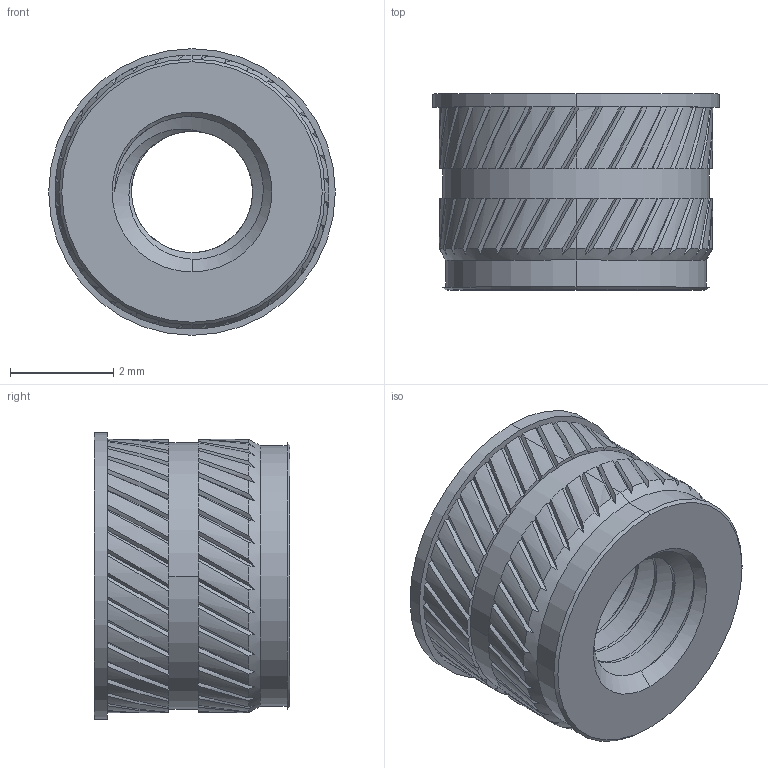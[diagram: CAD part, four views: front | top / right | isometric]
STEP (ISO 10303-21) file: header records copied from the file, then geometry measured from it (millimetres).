
FILE_DESCRIPTION (( 'STEP AP203' ), '1' );
FILE_NAME ('94180A331.STEP', '2018-04-19T12:45:25', ( '' ), ( '' ), 'SwSTEP 2.0', 'SolidWorks 2014', '' );
FILE_SCHEMA (( 'CONFIG_CONTROL_DESIGN' ));
Length unit declared in the file: millimetre
Products named in the file (1): 94180A331
Bounding box: 5.56 x 3.8 x 5.56 mm (x, y, z)
Volume: 60.2 mm3; surface area: 158.9 mm2
Topology: 1 solids, 1 shells, 258 faces, 751 edges, 499 vertices
Faces by surface type: bspline 147, cylinder 96, cone 9, plane 6
Entity records: 11304 total; most frequent: CARTESIAN_POINT 6255, ORIENTED_EDGE 1502, EDGE_CURVE 751, DIRECTION 622, VERTEX_POINT 499, AXIS2_PLACEMENT_3D 283, EDGE_LOOP 264, ADVANCED_FACE 258
